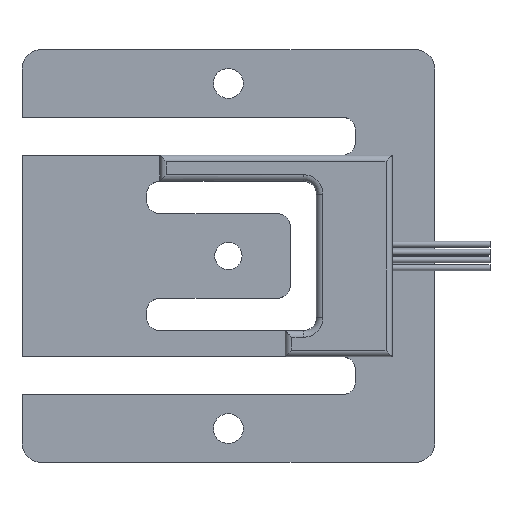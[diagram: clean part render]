
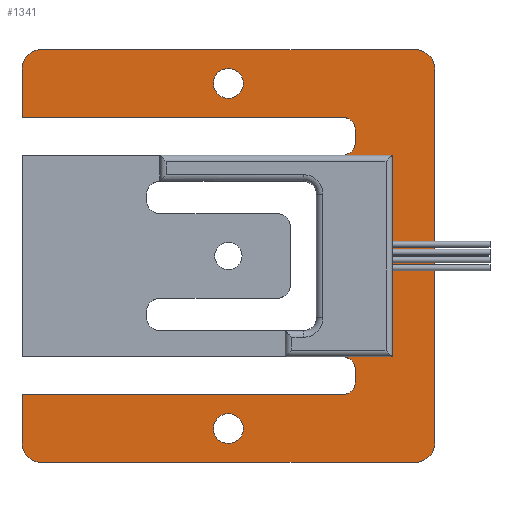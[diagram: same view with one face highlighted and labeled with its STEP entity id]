
A CAD part, top view. The second image highlights one B-rep face of the part: STEP entity #1341.
In plain terms, the highlighted planar face has unit normal (0, 0, 1).
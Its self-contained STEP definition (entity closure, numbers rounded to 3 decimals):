
#33=FACE_BOUND('',#162,.T.);
#34=FACE_BOUND('',#163,.T.);
#41=PLANE('',#1478);
#83=FACE_OUTER_BOUND('',#161,.T.);
#161=EDGE_LOOP('',(#992,#993,#994,#995,#996,#997,#998,#999,#1000,#1001,
#1002,#1003,#1004,#1005,#1006,#1007,#1008,#1009,#1010,#1011));
#162=EDGE_LOOP('',(#1012,#1013));
#163=EDGE_LOOP('',(#1014,#1015));
#272=LINE('',#2187,#397);
#273=LINE('',#2189,#398);
#274=LINE('',#2193,#399);
#275=LINE('',#2197,#400);
#276=LINE('',#2199,#401);
#277=LINE('',#2203,#402);
#278=LINE('',#2207,#403);
#279=LINE('',#2211,#404);
#280=LINE('',#2215,#405);
#281=LINE('',#2217,#406);
#282=LINE('',#2221,#407);
#283=LINE('',#2224,#408);
#397=VECTOR('',#1732,1000.);
#398=VECTOR('',#1733,1000.);
#399=VECTOR('',#1736,1000.);
#400=VECTOR('',#1739,1000.);
#401=VECTOR('',#1740,1000.);
#402=VECTOR('',#1743,1000.);
#403=VECTOR('',#1746,1000.);
#404=VECTOR('',#1749,1000.);
#405=VECTOR('',#1752,1000.);
#406=VECTOR('',#1753,1000.);
#407=VECTOR('',#1756,1000.);
#408=VECTOR('',#1759,1000.);
#498=CIRCLE('',#1441,2.3);
#501=CIRCLE('',#1444,2.3);
#506=CIRCLE('',#1451,2.3);
#509=CIRCLE('',#1454,2.3);
#531=CIRCLE('',#1479,2.);
#532=CIRCLE('',#1480,2.);
#533=CIRCLE('',#1481,3.);
#534=CIRCLE('',#1482,3.);
#535=CIRCLE('',#1483,3.);
#536=CIRCLE('',#1484,3.);
#537=CIRCLE('',#1485,2.);
#538=CIRCLE('',#1486,2.);
#566=VERTEX_POINT('',#2045);
#567=VERTEX_POINT('',#2046);
#574=VERTEX_POINT('',#2065);
#575=VERTEX_POINT('',#2066);
#632=VERTEX_POINT('',#2185);
#633=VERTEX_POINT('',#2186);
#634=VERTEX_POINT('',#2188);
#635=VERTEX_POINT('',#2190);
#636=VERTEX_POINT('',#2192);
#637=VERTEX_POINT('',#2194);
#638=VERTEX_POINT('',#2196);
#639=VERTEX_POINT('',#2198);
#640=VERTEX_POINT('',#2200);
#641=VERTEX_POINT('',#2202);
#642=VERTEX_POINT('',#2204);
#643=VERTEX_POINT('',#2206);
#644=VERTEX_POINT('',#2208);
#645=VERTEX_POINT('',#2210);
#646=VERTEX_POINT('',#2212);
#647=VERTEX_POINT('',#2214);
#648=VERTEX_POINT('',#2216);
#649=VERTEX_POINT('',#2218);
#650=VERTEX_POINT('',#2220);
#651=VERTEX_POINT('',#2222);
#704=EDGE_CURVE('',#566,#567,#498,.T.);
#708=EDGE_CURVE('',#567,#566,#501,.T.);
#714=EDGE_CURVE('',#574,#575,#506,.T.);
#718=EDGE_CURVE('',#575,#574,#509,.T.);
#773=EDGE_CURVE('',#632,#633,#272,.T.);
#774=EDGE_CURVE('',#634,#632,#273,.T.);
#775=EDGE_CURVE('',#634,#635,#531,.T.);
#776=EDGE_CURVE('',#635,#636,#274,.T.);
#777=EDGE_CURVE('',#636,#637,#532,.T.);
#778=EDGE_CURVE('',#637,#638,#275,.T.);
#779=EDGE_CURVE('',#638,#639,#276,.T.);
#780=EDGE_CURVE('',#639,#640,#533,.T.);
#781=EDGE_CURVE('',#640,#641,#277,.T.);
#782=EDGE_CURVE('',#641,#642,#534,.T.);
#783=EDGE_CURVE('',#642,#643,#278,.T.);
#784=EDGE_CURVE('',#643,#644,#535,.T.);
#785=EDGE_CURVE('',#644,#645,#279,.T.);
#786=EDGE_CURVE('',#645,#646,#536,.T.);
#787=EDGE_CURVE('',#646,#647,#280,.T.);
#788=EDGE_CURVE('',#647,#648,#281,.T.);
#789=EDGE_CURVE('',#648,#649,#537,.T.);
#790=EDGE_CURVE('',#649,#650,#282,.T.);
#791=EDGE_CURVE('',#650,#651,#538,.T.);
#792=EDGE_CURVE('',#633,#651,#283,.T.);
#992=ORIENTED_EDGE('',*,*,#773,.F.);
#993=ORIENTED_EDGE('',*,*,#774,.F.);
#994=ORIENTED_EDGE('',*,*,#775,.T.);
#995=ORIENTED_EDGE('',*,*,#776,.T.);
#996=ORIENTED_EDGE('',*,*,#777,.T.);
#997=ORIENTED_EDGE('',*,*,#778,.T.);
#998=ORIENTED_EDGE('',*,*,#779,.T.);
#999=ORIENTED_EDGE('',*,*,#780,.T.);
#1000=ORIENTED_EDGE('',*,*,#781,.T.);
#1001=ORIENTED_EDGE('',*,*,#782,.T.);
#1002=ORIENTED_EDGE('',*,*,#783,.T.);
#1003=ORIENTED_EDGE('',*,*,#784,.T.);
#1004=ORIENTED_EDGE('',*,*,#785,.T.);
#1005=ORIENTED_EDGE('',*,*,#786,.T.);
#1006=ORIENTED_EDGE('',*,*,#787,.T.);
#1007=ORIENTED_EDGE('',*,*,#788,.T.);
#1008=ORIENTED_EDGE('',*,*,#789,.T.);
#1009=ORIENTED_EDGE('',*,*,#790,.T.);
#1010=ORIENTED_EDGE('',*,*,#791,.T.);
#1011=ORIENTED_EDGE('',*,*,#792,.F.);
#1012=ORIENTED_EDGE('',*,*,#704,.F.);
#1013=ORIENTED_EDGE('',*,*,#708,.F.);
#1014=ORIENTED_EDGE('',*,*,#714,.F.);
#1015=ORIENTED_EDGE('',*,*,#718,.F.);
#1341=ADVANCED_FACE('',(#83,#33,#34),#41,.T.);
#1441=AXIS2_PLACEMENT_3D('',#2047,#1620,#1621);
#1444=AXIS2_PLACEMENT_3D('',#2053,#1627,#1628);
#1451=AXIS2_PLACEMENT_3D('',#2067,#1642,#1643);
#1454=AXIS2_PLACEMENT_3D('',#2073,#1649,#1650);
#1478=AXIS2_PLACEMENT_3D('',#2184,#1730,#1731);
#1479=AXIS2_PLACEMENT_3D('',#2191,#1734,#1735);
#1480=AXIS2_PLACEMENT_3D('',#2195,#1737,#1738);
#1481=AXIS2_PLACEMENT_3D('',#2201,#1741,#1742);
#1482=AXIS2_PLACEMENT_3D('',#2205,#1744,#1745);
#1483=AXIS2_PLACEMENT_3D('',#2209,#1747,#1748);
#1484=AXIS2_PLACEMENT_3D('',#2213,#1750,#1751);
#1485=AXIS2_PLACEMENT_3D('',#2219,#1754,#1755);
#1486=AXIS2_PLACEMENT_3D('',#2223,#1757,#1758);
#1620=DIRECTION('center_axis',(0.,0.,1.));
#1621=DIRECTION('ref_axis',(1.,0.,0.));
#1627=DIRECTION('center_axis',(0.,0.,1.));
#1628=DIRECTION('ref_axis',(1.,0.,0.));
#1642=DIRECTION('center_axis',(0.,0.,1.));
#1643=DIRECTION('ref_axis',(1.,0.,0.));
#1649=DIRECTION('center_axis',(0.,0.,1.));
#1650=DIRECTION('ref_axis',(1.,0.,0.));
#1730=DIRECTION('center_axis',(0.,0.,1.));
#1731=DIRECTION('ref_axis',(1.,0.,0.));
#1732=DIRECTION('',(0.,1.,0.));
#1733=DIRECTION('',(1.,0.,0.));
#1734=DIRECTION('center_axis',(0.,0.,-1.));
#1735=DIRECTION('ref_axis',(1.,0.,0.));
#1736=DIRECTION('',(0.,-1.,0.));
#1737=DIRECTION('center_axis',(0.,0.,-1.));
#1738=DIRECTION('ref_axis',(1.,0.,0.));
#1739=DIRECTION('',(-1.,0.,0.));
#1740=DIRECTION('',(0.,-1.,0.));
#1741=DIRECTION('center_axis',(0.,0.,1.));
#1742=DIRECTION('ref_axis',(1.,0.,0.));
#1743=DIRECTION('',(1.,0.,0.));
#1744=DIRECTION('center_axis',(0.,0.,1.));
#1745=DIRECTION('ref_axis',(1.,0.,0.));
#1746=DIRECTION('',(0.,1.,0.));
#1747=DIRECTION('center_axis',(0.,0.,1.));
#1748=DIRECTION('ref_axis',(1.,0.,0.));
#1749=DIRECTION('',(-1.,0.,0.));
#1750=DIRECTION('center_axis',(0.,0.,1.));
#1751=DIRECTION('ref_axis',(1.,0.,0.));
#1752=DIRECTION('',(0.,-1.,0.));
#1753=DIRECTION('',(1.,0.,0.));
#1754=DIRECTION('center_axis',(0.,0.,-1.));
#1755=DIRECTION('ref_axis',(1.,0.,0.));
#1756=DIRECTION('',(0.,-1.,0.));
#1757=DIRECTION('center_axis',(0.,0.,-1.));
#1758=DIRECTION('ref_axis',(1.,0.,0.));
#1759=DIRECTION('',(-1.,0.,0.));
#2045=CARTESIAN_POINT('',(1566.29,-78.783,2.54));
#2046=CARTESIAN_POINT('',(1570.89,-78.783,2.54));
#2047=CARTESIAN_POINT('Origin',(1568.59,-78.783,2.54));
#2053=CARTESIAN_POINT('Origin',(1568.59,-78.783,2.54));
#2065=CARTESIAN_POINT('',(1566.29,-131.883,2.54));
#2066=CARTESIAN_POINT('',(1570.89,-131.883,2.54));
#2067=CARTESIAN_POINT('Origin',(1568.59,-131.883,2.54));
#2073=CARTESIAN_POINT('Origin',(1568.59,-131.883,2.54));
#2184=CARTESIAN_POINT('Origin',(1597.34,-134.083,2.54));
#2185=CARTESIAN_POINT('',(1593.84,-120.833,2.54));
#2186=CARTESIAN_POINT('',(1593.84,-89.833,2.54));
#2187=CARTESIAN_POINT('',(1593.84,-89.833,2.54));
#2188=CARTESIAN_POINT('',(1586.14,-120.833,2.54));
#2189=CARTESIAN_POINT('',(1593.84,-120.833,2.54));
#2190=CARTESIAN_POINT('',(1588.14,-122.833,2.54));
#2191=CARTESIAN_POINT('Origin',(1586.14,-122.833,2.54));
#2192=CARTESIAN_POINT('',(1588.14,-124.683,2.54));
#2193=CARTESIAN_POINT('',(1588.14,-124.683,2.54));
#2194=CARTESIAN_POINT('',(1586.14,-126.683,2.54));
#2195=CARTESIAN_POINT('Origin',(1586.14,-124.683,2.54));
#2196=CARTESIAN_POINT('',(1536.84,-126.683,2.54));
#2197=CARTESIAN_POINT('',(1536.84,-126.683,2.54));
#2198=CARTESIAN_POINT('',(1536.84,-134.083,2.54));
#2199=CARTESIAN_POINT('',(1536.84,-126.683,2.54));
#2200=CARTESIAN_POINT('',(1539.84,-137.083,2.54));
#2201=CARTESIAN_POINT('Origin',(1539.84,-134.083,2.54));
#2202=CARTESIAN_POINT('',(1597.34,-137.083,2.54));
#2203=CARTESIAN_POINT('',(1539.84,-137.083,2.54));
#2204=CARTESIAN_POINT('',(1600.34,-134.083,2.54));
#2205=CARTESIAN_POINT('Origin',(1597.34,-134.083,2.54));
#2206=CARTESIAN_POINT('',(1600.34,-76.583,2.54));
#2207=CARTESIAN_POINT('',(1600.34,-105.333,2.54));
#2208=CARTESIAN_POINT('',(1597.34,-73.583,2.54));
#2209=CARTESIAN_POINT('Origin',(1597.34,-76.583,2.54));
#2210=CARTESIAN_POINT('',(1539.84,-73.583,2.54));
#2211=CARTESIAN_POINT('',(1539.84,-73.583,2.54));
#2212=CARTESIAN_POINT('',(1536.84,-76.583,2.54));
#2213=CARTESIAN_POINT('Origin',(1539.84,-76.583,2.54));
#2214=CARTESIAN_POINT('',(1536.84,-83.983,2.54));
#2215=CARTESIAN_POINT('',(1536.84,-83.983,2.54));
#2216=CARTESIAN_POINT('',(1586.14,-83.983,2.54));
#2217=CARTESIAN_POINT('',(1536.84,-83.983,2.54));
#2218=CARTESIAN_POINT('',(1588.14,-85.983,2.54));
#2219=CARTESIAN_POINT('Origin',(1586.14,-85.983,2.54));
#2220=CARTESIAN_POINT('',(1588.14,-87.833,2.54));
#2221=CARTESIAN_POINT('',(1588.14,-85.983,2.54));
#2222=CARTESIAN_POINT('',(1586.14,-89.833,2.54));
#2223=CARTESIAN_POINT('Origin',(1586.14,-87.833,2.54));
#2224=CARTESIAN_POINT('',(1558.04,-89.833,2.54));
